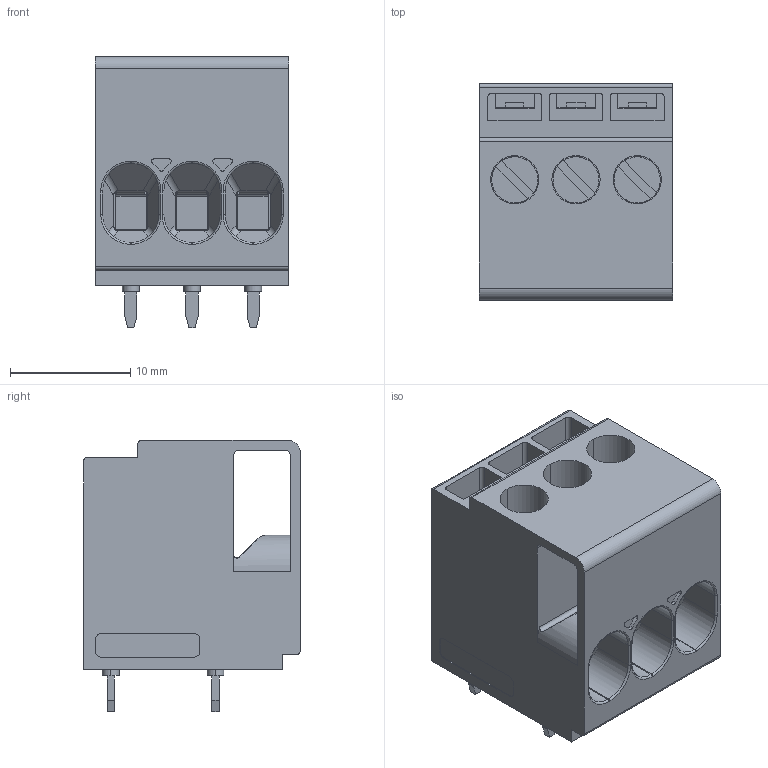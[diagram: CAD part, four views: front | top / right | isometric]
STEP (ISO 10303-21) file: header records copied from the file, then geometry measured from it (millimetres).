
FILE_DESCRIPTION(('Creo Elements/Direct Modeling STEP Export'),'2;1');
FILE_NAME('model.stp','2018-04-20T13:05:41',(''),(''),'Creo Elements/Direct Modeling STEP processor for AP214 (Solid Model)','Creo Elements/Direct Modeling 18.1I 14-Aug-2016 (C) Parametric Technology GmbH','');
FILE_SCHEMA(('AUTOMOTIVE_DESIGN { 1 0 10303 214 1 1 1 1 }'));
Length unit declared in the file: millimetre
Products named in the file (7): LP_TDPT_2_5_SC_current_bar; KK_TDPT_Klemmhuelse; AC_MKDSN_2_5_Laengsschlitz; Bohrloch; TDPT-2.5-KLM.1; TDPT-2.5-3-SC-5.08-GEH; TDPT_2.5_3-SC-5.08
Assembly tree (9 placements, depth 3):
  TDPT_2.5_3-SC-5.08
    TDPT-2.5-KLM.1  x3
      Bohrloch
      AC_MKDSN_2_5_Laengsschlitz
      KK_TDPT_Klemmhuelse
      LP_TDPT_2_5_SC_current_bar
    TDPT-2.5-3-SC-5.08-GEH
Bounding box: 16.04 x 18 x 22.5 mm (x, y, z)
Volume: 2951.4 mm3; surface area: 5622.1 mm2
Topology: 16 solids, 16 shells, 1351 faces, 3757 edges, 2498 vertices
Faces by surface type: plane 1155, cylinder 151, extrusion 33, torus 12
Entity records: 49258 total; most frequent: CARTESIAN_POINT 9352, ORIENTED_EDGE 6582, DIRECTION 5687, EDGE_CURVE 3291, VECTOR 2983, LINE 2950, VERTEX_POINT 2186, AXIS2_PLACEMENT_3D 1352
